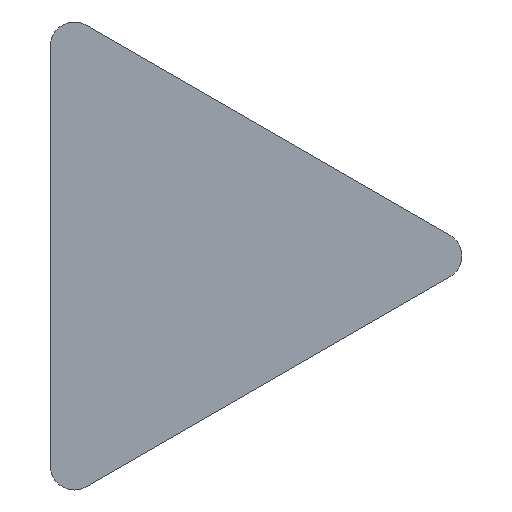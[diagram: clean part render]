
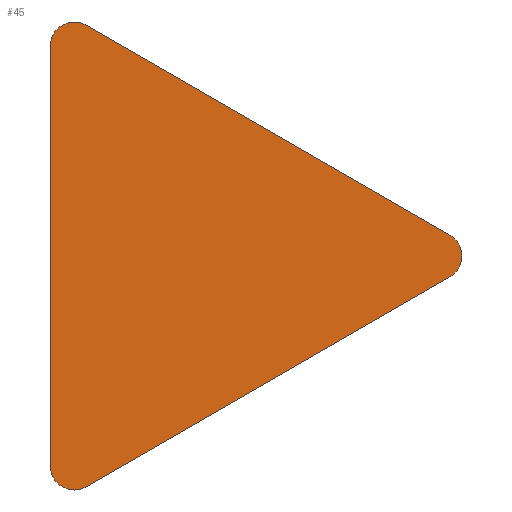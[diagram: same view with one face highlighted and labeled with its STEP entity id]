
A CAD part, top view. The second image highlights one B-rep face of the part: STEP entity #45.
In plain terms, the highlighted planar face has unit normal (0, 0, 1).
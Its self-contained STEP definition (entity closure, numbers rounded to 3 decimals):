
#45=ADVANCED_FACE('',(#58),#50,.T.);
#50=PLANE('',#212);
#58=FACE_OUTER_BOUND('',#66,.T.);
#66=EDGE_LOOP('',(#103,#104,#105,#106,#107,#108));
#70=CIRCLE('',#204,0.794);
#71=CIRCLE('',#208,0.794);
#72=CIRCLE('',#210,0.794);
#103=ORIENTED_EDGE('',*,*,#129,.F.);
#104=ORIENTED_EDGE('',*,*,#137,.T.);
#105=ORIENTED_EDGE('',*,*,#136,.F.);
#106=ORIENTED_EDGE('',*,*,#138,.T.);
#107=ORIENTED_EDGE('',*,*,#133,.F.);
#108=ORIENTED_EDGE('',*,*,#130,.T.);
#115=VERTEX_POINT('',#336);
#116=VERTEX_POINT('',#338);
#117=VERTEX_POINT('',#342);
#118=VERTEX_POINT('',#346);
#119=VERTEX_POINT('',#350);
#120=VERTEX_POINT('',#352);
#129=EDGE_CURVE('',#116,#115,#144,.T.);
#130=EDGE_CURVE('',#117,#115,#70,.T.);
#133=EDGE_CURVE('',#117,#118,#147,.T.);
#136=EDGE_CURVE('',#120,#119,#150,.T.);
#137=EDGE_CURVE('',#116,#119,#71,.T.);
#138=EDGE_CURVE('',#120,#118,#72,.T.);
#144=LINE('',#339,#156);
#147=LINE('',#347,#159);
#150=LINE('',#353,#162);
#156=VECTOR('',#234,1.);
#159=VECTOR('',#243,1.);
#162=VECTOR('',#248,1.);
#204=AXIS2_PLACEMENT_3D('',#341,#237,#238);
#208=AXIS2_PLACEMENT_3D('',#355,#251,#252);
#210=AXIS2_PLACEMENT_3D('',#357,#255,#256);
#212=AXIS2_PLACEMENT_3D('',#359,#259,#260);
#234=DIRECTION('',(0.,1.,0.));
#237=DIRECTION('',(0.,0.,1.));
#238=DIRECTION('',(1.,0.,0.));
#243=DIRECTION('',(0.866,-0.5,0.));
#248=DIRECTION('',(-0.866,-0.5,0.));
#251=DIRECTION('',(0.,0.,1.));
#252=DIRECTION('',(1.,0.,0.));
#255=DIRECTION('',(0.,0.,1.));
#256=DIRECTION('',(1.,0.,0.));
#259=DIRECTION('',(0.,0.,1.));
#260=DIRECTION('',(1.,0.,0.));
#336=CARTESIAN_POINT('',(-4.763,6.874,0.));
#338=CARTESIAN_POINT('',(-4.763,-6.874,0.));
#339=CARTESIAN_POINT('',(-4.763,-16.,0.));
#341=CARTESIAN_POINT('',(-3.969,6.874,0.));
#342=CARTESIAN_POINT('',(-3.572,7.561,0.));
#346=CARTESIAN_POINT('',(8.334,0.688,0.));
#347=CARTESIAN_POINT('',(16.238,-3.876,0.));
#350=CARTESIAN_POINT('',(-3.572,-7.561,0.));
#352=CARTESIAN_POINT('',(8.334,-0.688,0.));
#353=CARTESIAN_POINT('',(16.238,3.876,0.));
#355=CARTESIAN_POINT('',(-3.969,-6.874,0.));
#357=CARTESIAN_POINT('',(7.937,0.,0.));
#359=CARTESIAN_POINT('',(0.,0.,0.));
